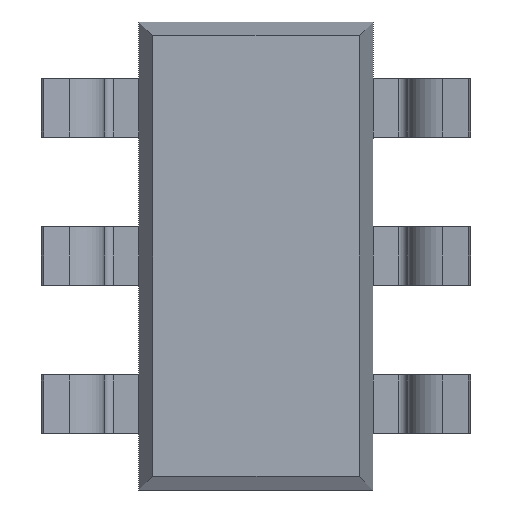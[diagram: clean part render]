
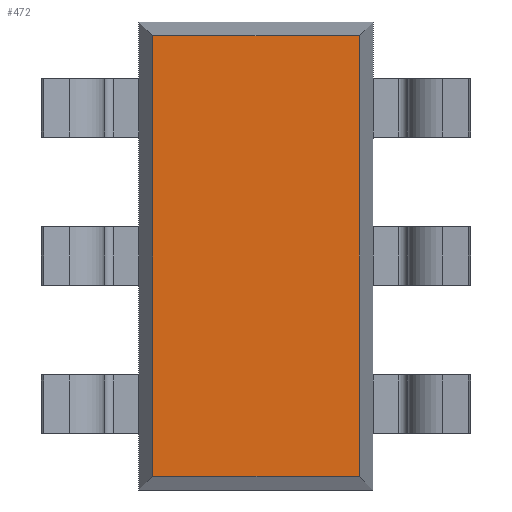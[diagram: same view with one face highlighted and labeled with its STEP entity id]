
A CAD part, front view. The second image highlights one B-rep face of the part: STEP entity #472.
In plain terms, the highlighted planar face has unit normal (0, -1, 0).
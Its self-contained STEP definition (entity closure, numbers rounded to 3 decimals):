
#156 = VERTEX_POINT ( 'NONE', #2206 ) ;
#168 = EDGE_LOOP ( 'NONE', ( #293, #1921, #1247, #2857 ) ) ;
#239 = DIRECTION ( 'NONE',  ( 0., -1., 0. ) ) ;
#250 = LINE ( 'NONE', #2968, #1035 ) ;
#293 = ORIENTED_EDGE ( 'NONE', *, *, #1641, .T. ) ;
#448 = DIRECTION ( 'NONE',  ( 0., 0., 1. ) ) ;
#471 = AXIS2_PLACEMENT_3D ( 'NONE', #1442, #239, #2932 ) ;
#472 = ADVANCED_FACE ( 'NONE', ( #1689 ), #2730, .T. ) ;
#485 = LINE ( 'NONE', #2217, #2576 ) ;
#540 = EDGE_CURVE ( 'NONE', #1516, #156, #485, .T. ) ;
#618 = LINE ( 'NONE', #877, #2175 ) ;
#679 = VECTOR ( 'NONE', #448, 1000. ) ;
#715 = DIRECTION ( 'NONE',  ( 1., 0., 0. ) ) ;
#877 = CARTESIAN_POINT ( 'NONE',  ( -0.663, 0.1, 1.5 ) ) ;
#963 = VERTEX_POINT ( 'NONE', #3073 ) ;
#1035 = VECTOR ( 'NONE', #715, 1000. ) ;
#1155 = LINE ( 'NONE', #2135, #679 ) ;
#1210 = VERTEX_POINT ( 'NONE', #1959 ) ;
#1247 = ORIENTED_EDGE ( 'NONE', *, *, #540, .T. ) ;
#1425 = EDGE_CURVE ( 'NONE', #156, #1210, #618, .T. ) ;
#1442 = CARTESIAN_POINT ( 'NONE',  ( 0., 0.1, 0. ) ) ;
#1516 = VERTEX_POINT ( 'NONE', #2099 ) ;
#1563 = EDGE_CURVE ( 'NONE', #963, #1516, #1155, .T. ) ;
#1641 = EDGE_CURVE ( 'NONE', #1210, #963, #250, .T. ) ;
#1689 = FACE_OUTER_BOUND ( 'NONE', #168, .T. ) ;
#1921 = ORIENTED_EDGE ( 'NONE', *, *, #1563, .T. ) ;
#1931 = DIRECTION ( 'NONE',  ( -1., 0., 0. ) ) ;
#1959 = CARTESIAN_POINT ( 'NONE',  ( -0.663, 0.1, -1.413 ) ) ;
#2099 = CARTESIAN_POINT ( 'NONE',  ( 0.663, 0.1, 1.413 ) ) ;
#2135 = CARTESIAN_POINT ( 'NONE',  ( 0.663, 0.1, -1.5 ) ) ;
#2151 = DIRECTION ( 'NONE',  ( 0., 0., -1. ) ) ;
#2175 = VECTOR ( 'NONE', #2151, 1000. ) ;
#2206 = CARTESIAN_POINT ( 'NONE',  ( -0.663, 0.1, 1.413 ) ) ;
#2217 = CARTESIAN_POINT ( 'NONE',  ( 0.75, 0.1, 1.413 ) ) ;
#2576 = VECTOR ( 'NONE', #1931, 1000. ) ;
#2730 = PLANE ( 'NONE',  #471 ) ;
#2857 = ORIENTED_EDGE ( 'NONE', *, *, #1425, .T. ) ;
#2932 = DIRECTION ( 'NONE',  ( 0., 0., -1. ) ) ;
#2968 = CARTESIAN_POINT ( 'NONE',  ( -0.75, 0.1, -1.413 ) ) ;
#3073 = CARTESIAN_POINT ( 'NONE',  ( 0.663, 0.1, -1.413 ) ) ;
